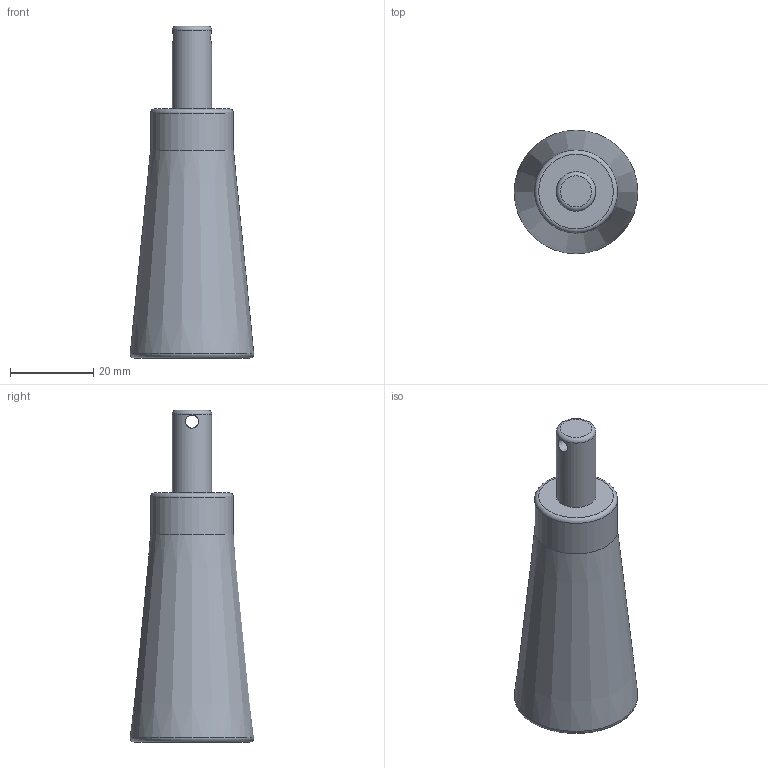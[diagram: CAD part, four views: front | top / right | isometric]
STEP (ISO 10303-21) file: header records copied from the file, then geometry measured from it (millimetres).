
FILE_DESCRIPTION(('FreeCAD Model'),'2;1');
FILE_NAME('Open CASCADE Shape Model','2023-07-05T18:46:58',(''),(''), 'Open CASCADE STEP processor 7.5','FreeCAD','Unknown');
FILE_SCHEMA(('AUTOMOTIVE_DESIGN { 1 0 10303 214 1 1 1 1 }'));
Length unit declared in the file: millimetre
Products named in the file (1): Body
Bounding box: 29.79 x 29.79 x 80 mm (x, y, z)
Volume: 23084.8 mm3; surface area: 8027 mm2
Topology: 1 solids, 1 shells, 13 faces, 25 edges, 15 vertices
Faces by surface type: plane 4, torus 4, cylinder 3, cone 2
Full cylindrical faces by diameter (mm): 3.175 x1, 9.5 x1, 20 x1
Entity records: 1402 total; most frequent: CARTESIAN_POINT 857, DIRECTION 100, ORIENTED_EDGE 50, PCURVE 50, DEFINITIONAL_REPRESENTATION 50, LINE 36, VECTOR 36, AXIS2_PLACEMENT_3D 29
